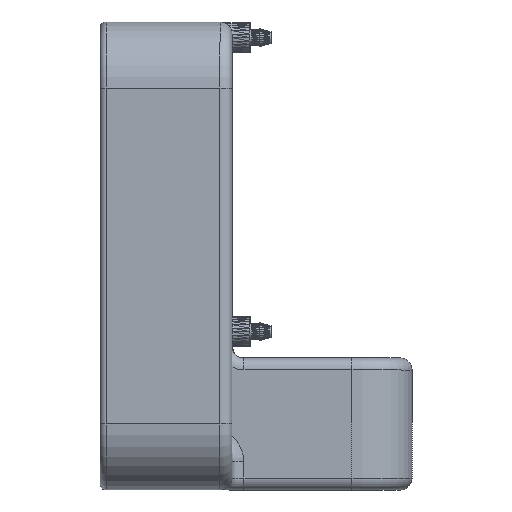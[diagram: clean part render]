
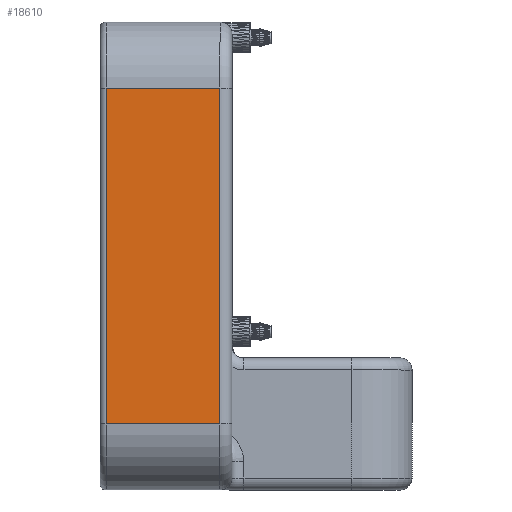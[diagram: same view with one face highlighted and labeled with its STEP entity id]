
A CAD part, left-side view. The second image highlights one B-rep face of the part: STEP entity #18610.
In plain terms, the highlighted planar face has unit normal (-1, 0, 0).
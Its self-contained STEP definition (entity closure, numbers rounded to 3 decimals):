
#1839=FACE_OUTER_BOUND('',#3284,.T.);
#3284=EDGE_LOOP('',(#15447,#15448,#15449,#15450));
#5260=LINE('',#29910,#7404);
#5447=LINE('',#30653,#7591);
#5455=LINE('',#30684,#7599);
#5456=LINE('',#30686,#7600);
#7404=VECTOR('',#24820,10.);
#7591=VECTOR('',#25521,10.);
#7599=VECTOR('',#25553,10.);
#7600=VECTOR('',#25556,10.);
#8375=VERTEX_POINT('',#29900);
#8377=VERTEX_POINT('',#29906);
#8573=VERTEX_POINT('',#30643);
#8575=VERTEX_POINT('',#30649);
#10587=EDGE_CURVE('',#8375,#8377,#5260,.T.);
#10914=EDGE_CURVE('',#8573,#8575,#5447,.T.);
#10930=EDGE_CURVE('',#8575,#8375,#5455,.T.);
#10931=EDGE_CURVE('',#8377,#8573,#5456,.T.);
#15447=ORIENTED_EDGE('',*,*,#10587,.F.);
#15448=ORIENTED_EDGE('',*,*,#10930,.F.);
#15449=ORIENTED_EDGE('',*,*,#10914,.F.);
#15450=ORIENTED_EDGE('',*,*,#10931,.F.);
#17248=PLANE('',#20250);
#18610=ADVANCED_FACE('',(#1839),#17248,.T.);
#20250=AXIS2_PLACEMENT_3D('',#30685,#25554,#25555);
#24820=DIRECTION('',(0.,0.,1.));
#25521=DIRECTION('',(0.,0.,-1.));
#25553=DIRECTION('',(0.,1.,0.));
#25554=DIRECTION('center_axis',(-1.,0.,0.));
#25555=DIRECTION('ref_axis',(0.,-1.,0.));
#25556=DIRECTION('',(0.,-1.,0.));
#29900=CARTESIAN_POINT('',(-63.,-1.,11.));
#29906=CARTESIAN_POINT('',(-63.,-1.,67.));
#29910=CARTESIAN_POINT('',(-63.,-1.,58.25));
#30643=CARTESIAN_POINT('',(-63.,-20.,67.));
#30649=CARTESIAN_POINT('',(-63.,-20.,11.));
#30653=CARTESIAN_POINT('',(-63.,-20.,55.));
#30684=CARTESIAN_POINT('',(-63.,-12.75,11.));
#30685=CARTESIAN_POINT('Origin',(-63.,-11.,75.));
#30686=CARTESIAN_POINT('',(-63.,-7.5,67.));
